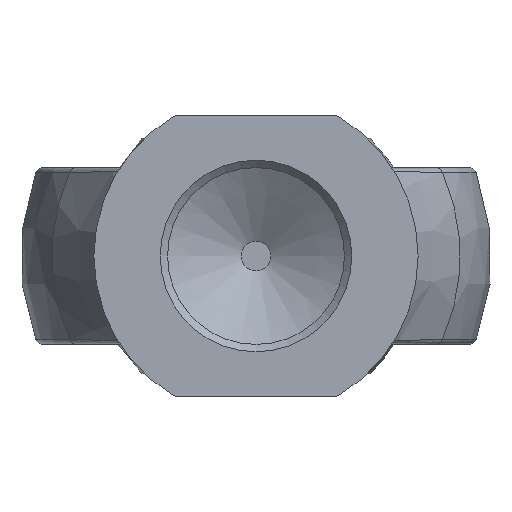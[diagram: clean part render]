
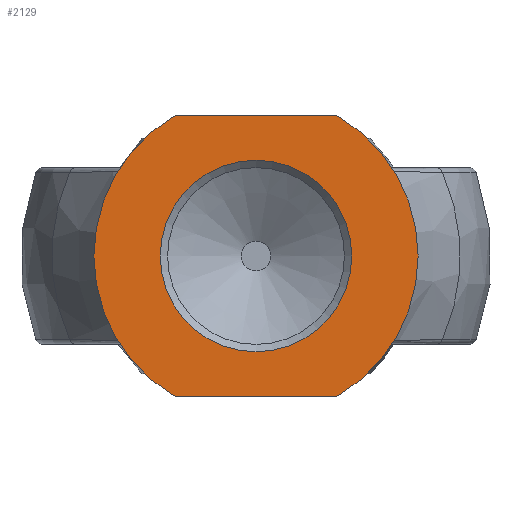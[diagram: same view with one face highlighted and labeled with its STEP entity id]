
A CAD part, front view. The second image highlights one B-rep face of the part: STEP entity #2129.
In plain terms, the highlighted planar face has unit normal (0, -1, 0).
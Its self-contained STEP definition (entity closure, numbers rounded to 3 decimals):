
#16 = DIRECTION ( 'NONE',  ( 0., 0., -1. ) ) ;
#60 = DIRECTION ( 'NONE',  ( 1., 0., 0. ) ) ;
#92 = DIRECTION ( 'NONE',  ( 0., -1., 0. ) ) ;
#104 = EDGE_CURVE ( 'NONE', #1278, #1712, #522, .T. ) ;
#143 = VECTOR ( 'NONE', #697, 1000. ) ;
#144 = ORIENTED_EDGE ( 'NONE', *, *, #1530, .T. ) ;
#165 = EDGE_CURVE ( 'NONE', #1330, #1654, #2080, .T. ) ;
#239 = VERTEX_POINT ( 'NONE', #2655 ) ;
#307 = EDGE_CURVE ( 'NONE', #239, #1602, #1436, .T. ) ;
#309 = CARTESIAN_POINT ( 'NONE',  ( 5.593, -50., 9.472 ) ) ;
#310 = EDGE_CURVE ( 'NONE', #1602, #1330, #1781, .T. ) ;
#398 = AXIS2_PLACEMENT_3D ( 'NONE', #1112, #1324, #875 ) ;
#414 = EDGE_CURVE ( 'NONE', #239, #1712, #1903, .T. ) ;
#434 = DIRECTION ( 'NONE',  ( 0., -1., 0. ) ) ;
#500 = ORIENTED_EDGE ( 'NONE', *, *, #310, .T. ) ;
#522 = CIRCLE ( 'NONE', #1346, 0.2 ) ;
#592 = CARTESIAN_POINT ( 'NONE',  ( 5.491, -50., 9.3 ) ) ;
#649 = EDGE_CURVE ( 'NONE', #1531, #1841, #1122, .T. ) ;
#674 = ORIENTED_EDGE ( 'NONE', *, *, #104, .T. ) ;
#697 = DIRECTION ( 'NONE',  ( -1., 0., 0. ) ) ;
#706 = VERTEX_POINT ( 'NONE', #1110 ) ;
#722 = CARTESIAN_POINT ( 'NONE',  ( -5.491, -50., 9.3 ) ) ;
#724 = ORIENTED_EDGE ( 'NONE', *, *, #307, .T. ) ;
#857 = CARTESIAN_POINT ( 'NONE',  ( -5.491, -50., -9.5 ) ) ;
#864 = CIRCLE ( 'NONE', #1034, 11. ) ;
#875 = DIRECTION ( 'NONE',  ( 0., 0., -1. ) ) ;
#884 = DIRECTION ( 'NONE',  ( 0., 0., -1. ) ) ;
#889 = DIRECTION ( 'NONE',  ( 0., -1., 0. ) ) ;
#901 = DIRECTION ( 'NONE',  ( 0., 0., -1. ) ) ;
#1034 = AXIS2_PLACEMENT_3D ( 'NONE', #1235, #1043, #1224 ) ;
#1043 = DIRECTION ( 'NONE',  ( 0., -1., 0. ) ) ;
#1074 = CARTESIAN_POINT ( 'NONE',  ( -16., -50., 9.5 ) ) ;
#1110 = CARTESIAN_POINT ( 'NONE',  ( 0., -50., -6.5 ) ) ;
#1112 = CARTESIAN_POINT ( 'NONE',  ( 0., -50., 0. ) ) ;
#1122 = CIRCLE ( 'NONE', #1818, 0.2 ) ;
#1155 = CARTESIAN_POINT ( 'NONE',  ( -5.593, -50., -9.472 ) ) ;
#1174 = DIRECTION ( 'NONE',  ( 0., 0., -1. ) ) ;
#1224 = DIRECTION ( 'NONE',  ( 0., 0., -1. ) ) ;
#1235 = CARTESIAN_POINT ( 'NONE',  ( 0., -50., 0. ) ) ;
#1277 = DIRECTION ( 'NONE',  ( 0., -1., 0. ) ) ;
#1278 = VERTEX_POINT ( 'NONE', #309 ) ;
#1324 = DIRECTION ( 'NONE',  ( 0., 1., 0. ) ) ;
#1329 = FACE_BOUND ( 'NONE', #2648, .T. ) ;
#1330 = VERTEX_POINT ( 'NONE', #1155 ) ;
#1346 = AXIS2_PLACEMENT_3D ( 'NONE', #592, #1828, #1174 ) ;
#1404 = ORIENTED_EDGE ( 'NONE', *, *, #649, .T. ) ;
#1417 = CARTESIAN_POINT ( 'NONE',  ( -5.593, -50., 9.472 ) ) ;
#1436 = CIRCLE ( 'NONE', #1570, 0.2 ) ;
#1479 = AXIS2_PLACEMENT_3D ( 'NONE', #1724, #1277, #2149 ) ;
#1520 = CARTESIAN_POINT ( 'NONE',  ( 5.491, -50., -9.5 ) ) ;
#1530 = EDGE_CURVE ( 'NONE', #706, #706, #1644, .T. ) ;
#1531 = VERTEX_POINT ( 'NONE', #1520 ) ;
#1567 = ORIENTED_EDGE ( 'NONE', *, *, #2509, .F. ) ;
#1570 = AXIS2_PLACEMENT_3D ( 'NONE', #722, #2350, #2566 ) ;
#1602 = VERTEX_POINT ( 'NONE', #1417 ) ;
#1644 = CIRCLE ( 'NONE', #398, 6.5 ) ;
#1654 = VERTEX_POINT ( 'NONE', #857 ) ;
#1664 = EDGE_CURVE ( 'NONE', #1841, #1278, #864, .T. ) ;
#1686 = CARTESIAN_POINT ( 'NONE',  ( 5.491, -50., 9.5 ) ) ;
#1708 = CARTESIAN_POINT ( 'NONE',  ( 0., -50., 0. ) ) ;
#1712 = VERTEX_POINT ( 'NONE', #1686 ) ;
#1724 = CARTESIAN_POINT ( 'NONE',  ( 0., -50., 0. ) ) ;
#1744 = CARTESIAN_POINT ( 'NONE',  ( 5.593, -50., -9.472 ) ) ;
#1781 = CIRCLE ( 'NONE', #2450, 11. ) ;
#1818 = AXIS2_PLACEMENT_3D ( 'NONE', #1941, #92, #884 ) ;
#1828 = DIRECTION ( 'NONE',  ( 0., -1., 0. ) ) ;
#1841 = VERTEX_POINT ( 'NONE', #1744 ) ;
#1891 = CARTESIAN_POINT ( 'NONE',  ( -5.491, -50., -9.3 ) ) ;
#1893 = ORIENTED_EDGE ( 'NONE', *, *, #1664, .T. ) ;
#1903 = LINE ( 'NONE', #1074, #2497 ) ;
#1906 = AXIS2_PLACEMENT_3D ( 'NONE', #1891, #434, #16 ) ;
#1908 = ORIENTED_EDGE ( 'NONE', *, *, #165, .T. ) ;
#1909 = FACE_OUTER_BOUND ( 'NONE', #2433, .T. ) ;
#1941 = CARTESIAN_POINT ( 'NONE',  ( 5.491, -50., -9.3 ) ) ;
#2080 = CIRCLE ( 'NONE', #1906, 0.2 ) ;
#2124 = LINE ( 'NONE', #2529, #143 ) ;
#2129 = ADVANCED_FACE ( 'NONE', ( #1329, #1909 ), #2514, .T. ) ;
#2149 = DIRECTION ( 'NONE',  ( 0., 0., -1. ) ) ;
#2227 = ORIENTED_EDGE ( 'NONE', *, *, #414, .F. ) ;
#2350 = DIRECTION ( 'NONE',  ( 0., -1., 0. ) ) ;
#2433 = EDGE_LOOP ( 'NONE', ( #500, #1908, #1567, #1404, #1893, #674, #2227, #724 ) ) ;
#2450 = AXIS2_PLACEMENT_3D ( 'NONE', #1708, #889, #901 ) ;
#2497 = VECTOR ( 'NONE', #60, 1000. ) ;
#2509 = EDGE_CURVE ( 'NONE', #1531, #1654, #2124, .T. ) ;
#2514 = PLANE ( 'NONE',  #1479 ) ;
#2529 = CARTESIAN_POINT ( 'NONE',  ( -16., -50., -9.5 ) ) ;
#2566 = DIRECTION ( 'NONE',  ( 0., 0., -1. ) ) ;
#2648 = EDGE_LOOP ( 'NONE', ( #144 ) ) ;
#2655 = CARTESIAN_POINT ( 'NONE',  ( -5.491, -50., 9.5 ) ) ;
